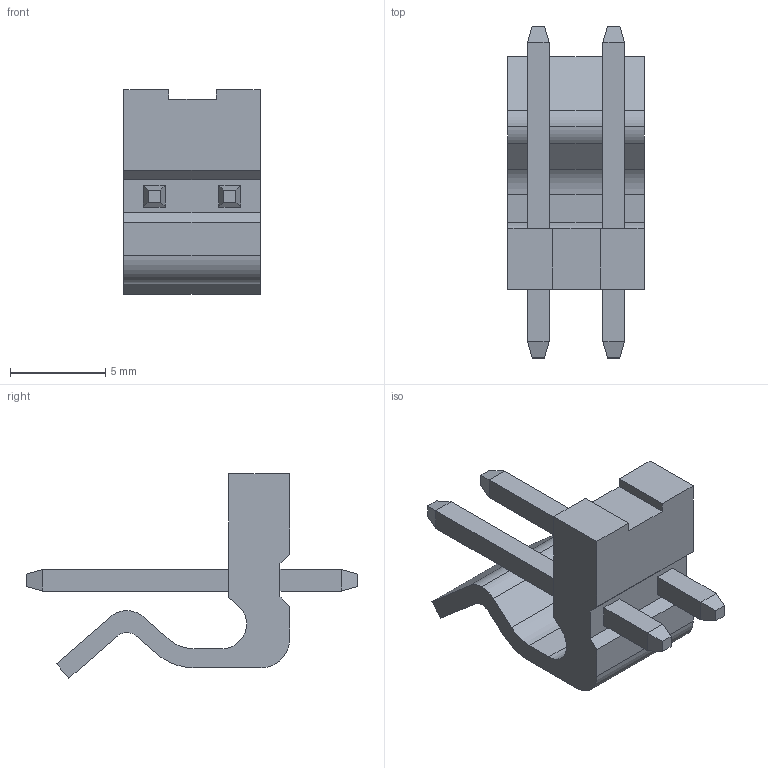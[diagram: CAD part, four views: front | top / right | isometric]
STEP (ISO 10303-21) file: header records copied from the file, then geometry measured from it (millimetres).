
FILE_DESCRIPTION(('STEP AP242'),'1');
FILE_NAME('09-65-2028.stp','2020-10-05T07:53:00',('TraceParts'),('TraceParts S.A.'),'Spatial InterOp 3D',' ',' ');
FILE_SCHEMA(('AP242_MANAGED_MODEL_BASED_3D_ENGINEERING_MIM_LF {1 0 10303 442 1 1 4}'));
Length unit declared in the file: millimetre
Products named in the file (1): 09-65-2028_1
Bounding box: 7.16 x 17.45 x 10.75 mm (x, y, z)
Volume: 316.8 mm3; surface area: 550.9 mm2
Topology: 1 solids, 1 shells, 65 faces, 165 edges, 110 vertices
Faces by surface type: plane 57, cylinder 8
Entity records: 1937 total; most frequent: CARTESIAN_POINT 334, ORIENTED_EDGE 322, DIRECTION 319, EDGE_CURVE 161, LINE 145, VECTOR 145, VERTEX_POINT 102, AXIS2_PLACEMENT_3D 87
